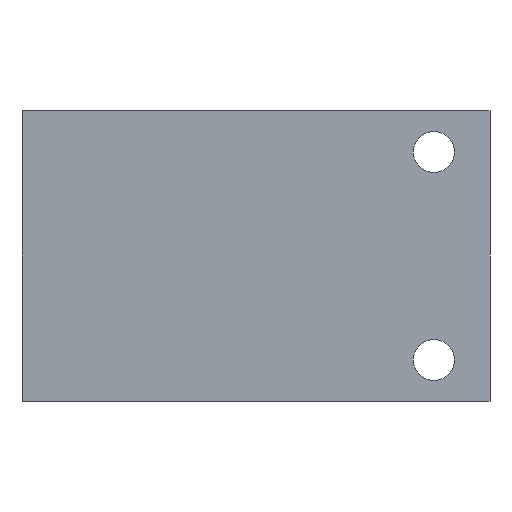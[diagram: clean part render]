
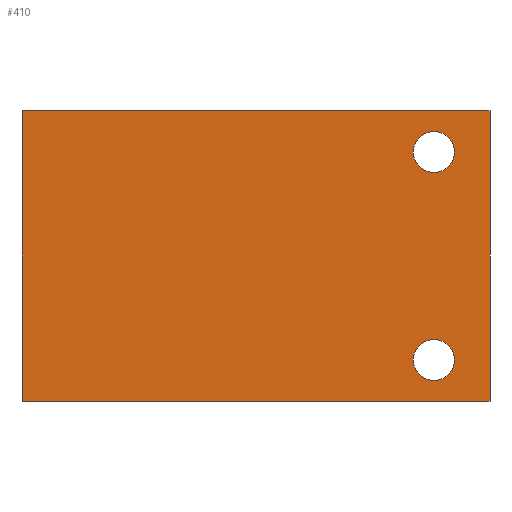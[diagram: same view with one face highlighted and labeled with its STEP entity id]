
A CAD part, front view. The second image highlights one B-rep face of the part: STEP entity #410.
In plain terms, the highlighted planar face has unit normal (0, -1, 0).
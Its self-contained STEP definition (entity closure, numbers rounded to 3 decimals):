
#56=LINE('',#639,#104);
#58=LINE('',#643,#106);
#60=LINE('',#647,#108);
#62=LINE('',#650,#110);
#104=VECTOR('',#526,10.);
#106=VECTOR('',#530,10.);
#108=VECTOR('',#534,10.);
#110=VECTOR('',#538,10.);
#130=PLANE('',#438);
#137=FACE_BOUND('',#189,.T.);
#138=FACE_BOUND('',#190,.T.);
#160=FACE_OUTER_BOUND('',#188,.T.);
#188=EDGE_LOOP('',(#381,#382,#383,#384));
#189=EDGE_LOOP('',(#385));
#190=EDGE_LOOP('',(#386));
#191=CIRCLE('',#414,1.5);
#193=CIRCLE('',#417,1.5);
#195=VERTEX_POINT('',#543);
#197=VERTEX_POINT('',#548);
#227=VERTEX_POINT('',#636);
#228=VERTEX_POINT('',#638);
#229=VERTEX_POINT('',#642);
#230=VERTEX_POINT('',#646);
#231=EDGE_CURVE('',#195,#195,#191,.T.);
#233=EDGE_CURVE('',#197,#197,#193,.T.);
#276=EDGE_CURVE('',#228,#227,#56,.T.);
#278=EDGE_CURVE('',#229,#228,#58,.T.);
#280=EDGE_CURVE('',#230,#229,#60,.T.);
#282=EDGE_CURVE('',#227,#230,#62,.T.);
#381=ORIENTED_EDGE('',*,*,#282,.T.);
#382=ORIENTED_EDGE('',*,*,#280,.T.);
#383=ORIENTED_EDGE('',*,*,#278,.T.);
#384=ORIENTED_EDGE('',*,*,#276,.T.);
#385=ORIENTED_EDGE('',*,*,#231,.T.);
#386=ORIENTED_EDGE('',*,*,#233,.T.);
#410=ADVANCED_FACE('',(#160,#137,#138),#130,.T.);
#414=AXIS2_PLACEMENT_3D('',#544,#443,#444);
#417=AXIS2_PLACEMENT_3D('',#549,#449,#450);
#438=AXIS2_PLACEMENT_3D('',#651,#539,#540);
#443=DIRECTION('center_axis',(0.,1.,0.));
#444=DIRECTION('ref_axis',(1.,0.,0.));
#449=DIRECTION('center_axis',(0.,1.,0.));
#450=DIRECTION('ref_axis',(1.,0.,0.));
#526=DIRECTION('',(0.,0.,1.));
#530=DIRECTION('',(1.,0.,0.));
#534=DIRECTION('',(0.,0.,-1.));
#538=DIRECTION('',(-1.,0.,0.));
#539=DIRECTION('center_axis',(0.,-1.,0.));
#540=DIRECTION('ref_axis',(0.,0.,-1.));
#543=CARTESIAN_POINT('',(6.235,-1.7,4.198));
#544=CARTESIAN_POINT('Origin',(7.735,-1.7,4.198));
#548=CARTESIAN_POINT('',(6.235,-1.7,-11.002));
#549=CARTESIAN_POINT('Origin',(7.735,-1.7,-11.002));
#636=CARTESIAN_POINT('',(11.835,-1.7,7.198));
#638=CARTESIAN_POINT('',(11.835,-1.7,-14.002));
#639=CARTESIAN_POINT('',(11.835,-1.7,-14.002));
#642=CARTESIAN_POINT('',(-22.365,-1.7,-14.002));
#643=CARTESIAN_POINT('',(-22.365,-1.7,-14.002));
#646=CARTESIAN_POINT('',(-22.365,-1.7,7.198));
#647=CARTESIAN_POINT('',(-22.365,-1.7,7.198));
#650=CARTESIAN_POINT('',(11.835,-1.7,7.198));
#651=CARTESIAN_POINT('Origin',(-5.265,-1.7,-3.402));
